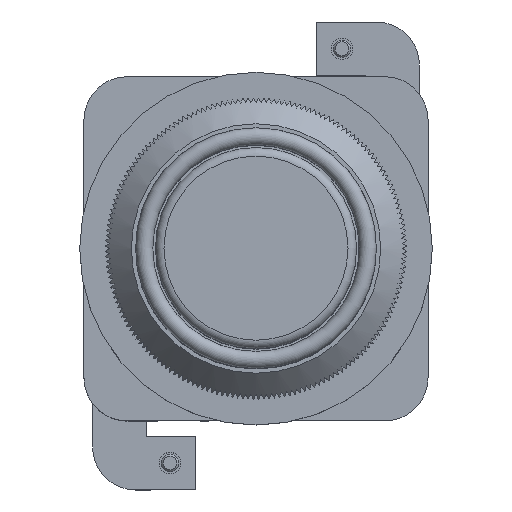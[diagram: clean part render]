
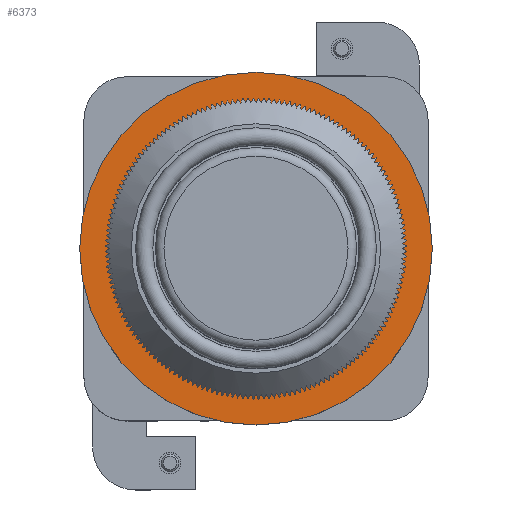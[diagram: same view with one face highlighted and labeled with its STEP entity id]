
A CAD part, top view. The second image highlights one B-rep face of the part: STEP entity #6373.
In plain terms, the highlighted planar face has unit normal (0, 0, 1).
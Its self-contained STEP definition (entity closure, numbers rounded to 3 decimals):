
#6311=CARTESIAN_POINT('',(11.683,-0.327,1.0));
#6312=VERTEX_POINT('',#6311);
#6313=CARTESIAN_POINT('',(-3.567,-0.327,1.0));
#6314=DIRECTION('',(0.0,0.0,-1.0));
#6315=DIRECTION('',(-1.0,0.0,0.0));
#6316=AXIS2_PLACEMENT_3D('',#6313,#6314,#6315);
#6317=CIRCLE('',#6316,15.25);
#6318=EDGE_CURVE('',#6312,#6312,#6317,.T.);
#6339=CARTESIAN_POINT('',(16.933,-0.327,1.0));
#6340=VERTEX_POINT('',#6339);
#6341=CARTESIAN_POINT('',(-3.567,-0.327,1.0));
#6342=DIRECTION('',(0.0,0.0,-1.0));
#6343=DIRECTION('',(-1.0,0.0,0.0));
#6344=AXIS2_PLACEMENT_3D('',#6341,#6342,#6343);
#6345=CIRCLE('',#6344,20.5);
#6346=EDGE_CURVE('',#6340,#6340,#6345,.T.);
#6362=CARTESIAN_POINT('',(-3.567,-0.327,1.0));
#6363=DIRECTION('',(0.0,0.0,-1.0));
#6364=DIRECTION('',(-1.0,0.0,0.0));
#6365=AXIS2_PLACEMENT_3D('',#6362,#6363,#6364);
#6366=PLANE('',#6365);
#6367=ORIENTED_EDGE('',*,*,#6346,.F.);
#6368=EDGE_LOOP('',(#6367));
#6369=FACE_OUTER_BOUND('',#6368,.T.);
#6370=ORIENTED_EDGE('',*,*,#6318,.T.);
#6371=EDGE_LOOP('',(#6370));
#6372=FACE_BOUND('',#6371,.T.);
#6373=ADVANCED_FACE('',(#6369,#6372),#6366,.F.);
